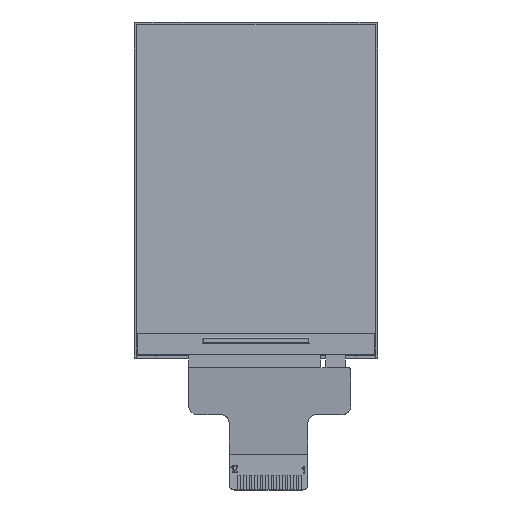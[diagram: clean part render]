
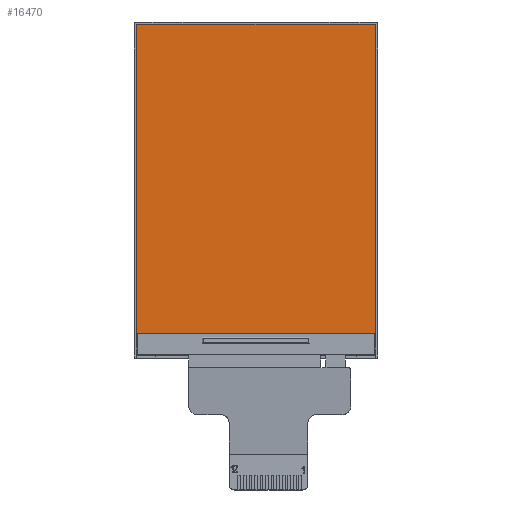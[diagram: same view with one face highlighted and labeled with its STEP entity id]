
A CAD part, top view. The second image highlights one B-rep face of the part: STEP entity #16470.
In plain terms, the highlighted planar face has unit normal (0, 0, 1).
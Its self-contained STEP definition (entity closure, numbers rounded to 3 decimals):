
#4183=ORIENTED_EDGE('',*,*,#5848,.F.);
#4184=ORIENTED_EDGE('',*,*,#5857,.F.);
#4185=ORIENTED_EDGE('',*,*,#5854,.F.);
#4186=ORIENTED_EDGE('',*,*,#5851,.F.);
#5848=EDGE_CURVE('',#6970,#6971,#7931,.T.);
#5851=EDGE_CURVE('',#6971,#6973,#7934,.T.);
#5854=EDGE_CURVE('',#6973,#6975,#7937,.T.);
#5857=EDGE_CURVE('',#6975,#6970,#7940,.T.);
#6970=VERTEX_POINT('',#28257);
#6971=VERTEX_POINT('',#28259);
#6973=VERTEX_POINT('',#28265);
#6975=VERTEX_POINT('',#28271);
#7931=LINE('',#28258,#8896);
#7934=LINE('',#28264,#8899);
#7937=LINE('',#28270,#8902);
#7940=LINE('',#28275,#8905);
#8896=VECTOR('',#19259,1000.);
#8899=VECTOR('',#19264,1000.);
#8902=VECTOR('',#19269,1000.);
#8905=VECTOR('',#19274,1000.);
#9687=EDGE_LOOP('',(#4183,#4184,#4185,#4186));
#10470=FACE_BOUND('',#9687,.T.);
#11051=PLANE('',#17103);
#16470=ADVANCED_FACE('',(#10470),#11051,.F.);
#17103=AXIS2_PLACEMENT_3D('',#28276,#19275,#19276);
#19259=DIRECTION('',(0.,1.,0.));
#19264=DIRECTION('',(1.,0.,0.));
#19269=DIRECTION('',(0.,-1.,0.));
#19274=DIRECTION('',(-1.,0.,0.));
#19275=DIRECTION('',(0.,0.,-1.));
#19276=DIRECTION('',(-1.,0.,0.));
#28257=CARTESIAN_POINT('',(-16.942,3.505,2.273));
#28258=CARTESIAN_POINT('',(-16.942,3.505,2.273));
#28259=CARTESIAN_POINT('',(-16.942,47.447,2.273));
#28264=CARTESIAN_POINT('',(-16.942,47.447,2.273));
#28265=CARTESIAN_POINT('',(16.942,47.447,2.273));
#28270=CARTESIAN_POINT('',(16.942,47.447,2.273));
#28271=CARTESIAN_POINT('',(16.942,3.505,2.273));
#28275=CARTESIAN_POINT('',(16.942,3.505,2.273));
#28276=CARTESIAN_POINT('',(0.,0.,2.273));
